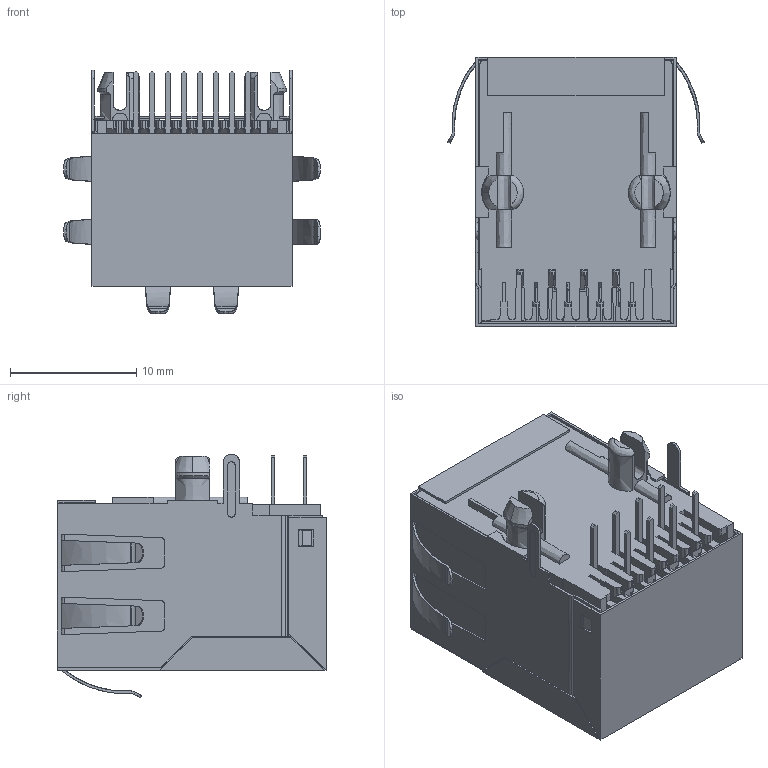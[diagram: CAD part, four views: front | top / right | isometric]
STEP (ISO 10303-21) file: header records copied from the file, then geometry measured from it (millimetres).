
FILE_DESCRIPTION(('CATIA V5 STEP Exchange','CAx-IF Rec.Pracs.--- Model Styling and Organization---1.4--- 2014-01-23'),'2;1');
FILE_NAME ('264867-2_0_2562910000_2562910000.stp','2020-11-24T16:31:47+00:00',('none'),('Weidmueller'),'CATIA Version 5-6 Release 2016 SP3 HF44','CATIA V5 STEP AP214','none');
FILE_SCHEMA(('AUTOMOTIVE_DESIGN { 1 0 10303 214 1 1 1 1 }'));
Products named in the file (1): 2562910000
Bounding box: 20.34 x 21.35 x 19.33 mm (x, y, z)
Surface area: 6789.3 mm2 (no closed solid volume)
Topology: 0 solids, 1495 shells, 1495 faces, 8828 edges, 8828 vertices
Faces by surface type: plane 1151, bspline 344
Entity records: 97282 total; most frequent: CARTESIAN_POINT 35952, DIRECTION 8918, ORIENTED_EDGE 8828, EDGE_CURVE 8828, VERTEX_POINT 8828, VECTOR 6616, LINE 6616, EDGE_LOOP 1519
